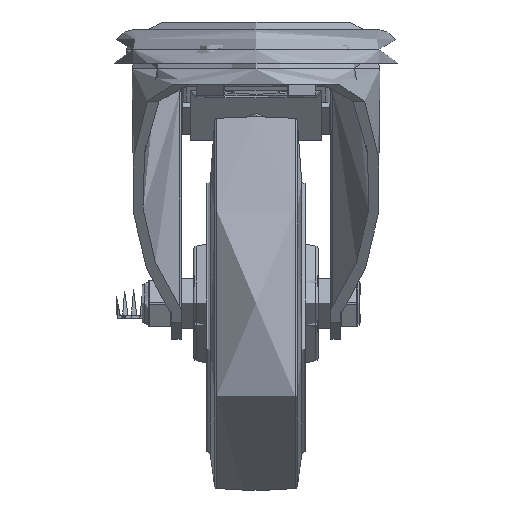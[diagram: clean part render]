
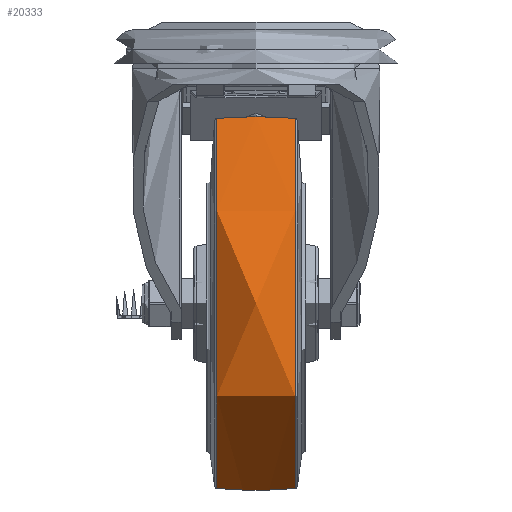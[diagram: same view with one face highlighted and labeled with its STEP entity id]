
A CAD part, left-side view. The second image highlights one B-rep face of the part: STEP entity #20333.
In plain terms, the highlighted free-form (B-spline) face has degree [2, 2] with [3, 9] control points.
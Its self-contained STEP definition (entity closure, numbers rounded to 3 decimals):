
#85=(
BOUNDED_SURFACE()
B_SPLINE_SURFACE(2,2,((#33995,#33996,#33997,#33998,#33999,#34000,#34001,
#34002,#34003),(#34004,#34005,#34006,#34007,#34008,#34009,#34010,#34011,
#34012),(#34013,#34014,#34015,#34016,#34017,#34018,#34019,#34020,#34021)),
 .UNSPECIFIED.,.F.,.T.,.F.)
B_SPLINE_SURFACE_WITH_KNOTS((3,3),(3,2,2,2,3),(-0.086,0.086),
(-3.142,-1.571,0.,1.571,3.142),
 .UNSPECIFIED.)
GEOMETRIC_REPRESENTATION_ITEM()
RATIONAL_B_SPLINE_SURFACE(((1.,0.707,1.,0.707,1.,
0.707,1.,0.707,1.),(0.996,0.704,
0.996,0.704,0.996,0.704,
0.996,0.704,0.996),(1.,0.707,
1.,0.707,1.,0.707,1.,0.707,1.)))
REPRESENTATION_ITEM('')
SURFACE()
);
#5853=FACE_OUTER_BOUND('',#7106,.T.);
#7106=EDGE_LOOP('',(#15551,#15552,#15553,#15554));
#8390=CIRCLE('',#22065,74.321);
#8391=CIRCLE('',#22066,181.875);
#8392=CIRCLE('',#22067,74.321);
#9438=VERTEX_POINT('',#33992);
#9439=VERTEX_POINT('',#34022);
#11729=EDGE_CURVE('',#9438,#9438,#8390,.T.);
#11730=EDGE_CURVE('',#9438,#9439,#8391,.T.);
#11731=EDGE_CURVE('',#9439,#9439,#8392,.T.);
#15551=ORIENTED_EDGE('',*,*,#11729,.F.);
#15552=ORIENTED_EDGE('',*,*,#11730,.T.);
#15553=ORIENTED_EDGE('',*,*,#11731,.T.);
#15554=ORIENTED_EDGE('',*,*,#11730,.F.);
#20333=ADVANCED_FACE('',(#5853),#85,.F.);
#22065=AXIS2_PLACEMENT_3D('',#33994,#24762,#24763);
#22066=AXIS2_PLACEMENT_3D('',#34023,#24764,#24765);
#22067=AXIS2_PLACEMENT_3D('',#34024,#24766,#24767);
#24762=DIRECTION('center_axis',(0.,1.,0.));
#24763=DIRECTION('ref_axis',(0.,0.,
1.));
#24764=DIRECTION('center_axis',(-1.,0.,0.));
#24765=DIRECTION('ref_axis',(0.,0.,
-1.));
#24766=DIRECTION('center_axis',(0.,1.,0.));
#24767=DIRECTION('ref_axis',(0.,0.,
1.));
#33992=CARTESIAN_POINT('',(0.,15.703,-74.321));
#33994=CARTESIAN_POINT('Origin',(0.,15.703,
0.));
#33995=CARTESIAN_POINT('Ctrl Pts',(0.,-15.703,
-74.321));
#33996=CARTESIAN_POINT('Ctrl Pts',(-74.321,-15.703,
-74.321));
#33997=CARTESIAN_POINT('Ctrl Pts',(-74.321,-15.703,
0.));
#33998=CARTESIAN_POINT('Ctrl Pts',(-74.321,-15.703,
74.321));
#33999=CARTESIAN_POINT('Ctrl Pts',(0.,-15.703,
74.321));
#34000=CARTESIAN_POINT('Ctrl Pts',(74.321,-15.703,74.321));
#34001=CARTESIAN_POINT('Ctrl Pts',(74.321,-15.703,0.));
#34002=CARTESIAN_POINT('Ctrl Pts',(74.321,-15.703,-74.321));
#34003=CARTESIAN_POINT('Ctrl Pts',(0.,-15.703,
-74.321));
#34004=CARTESIAN_POINT('Ctrl Pts',(0.,0.,
-75.682));
#34005=CARTESIAN_POINT('Ctrl Pts',(-75.682,0.,
-75.682));
#34006=CARTESIAN_POINT('Ctrl Pts',(-75.682,0.,
0.));
#34007=CARTESIAN_POINT('Ctrl Pts',(-75.682,0.,
75.682));
#34008=CARTESIAN_POINT('Ctrl Pts',(0.,0.,
75.682));
#34009=CARTESIAN_POINT('Ctrl Pts',(75.682,0.,
75.682));
#34010=CARTESIAN_POINT('Ctrl Pts',(75.682,0.,
0.));
#34011=CARTESIAN_POINT('Ctrl Pts',(75.682,0.,
-75.682));
#34012=CARTESIAN_POINT('Ctrl Pts',(0.,0.,
-75.682));
#34013=CARTESIAN_POINT('Ctrl Pts',(0.,15.703,
-74.321));
#34014=CARTESIAN_POINT('Ctrl Pts',(-74.321,15.703,-74.321));
#34015=CARTESIAN_POINT('Ctrl Pts',(-74.321,15.703,0.));
#34016=CARTESIAN_POINT('Ctrl Pts',(-74.321,15.703,74.321));
#34017=CARTESIAN_POINT('Ctrl Pts',(0.,15.703,
74.321));
#34018=CARTESIAN_POINT('Ctrl Pts',(74.321,15.703,74.321));
#34019=CARTESIAN_POINT('Ctrl Pts',(74.321,15.703,0.));
#34020=CARTESIAN_POINT('Ctrl Pts',(74.321,15.703,-74.321));
#34021=CARTESIAN_POINT('Ctrl Pts',(0.,15.703,
-74.321));
#34022=CARTESIAN_POINT('',(0.,-15.703,-74.321));
#34023=CARTESIAN_POINT('Origin',(0.,0.,
106.875));
#34024=CARTESIAN_POINT('Origin',(0.,-15.703,0.));
